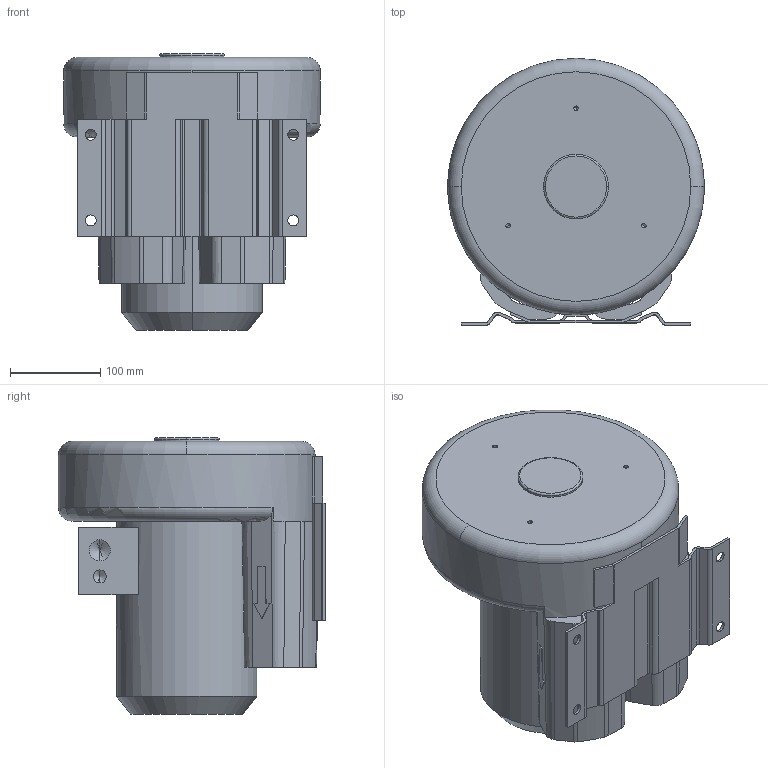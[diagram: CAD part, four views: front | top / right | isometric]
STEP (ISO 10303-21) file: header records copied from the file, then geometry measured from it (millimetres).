
FILE_DESCRIPTION((''),'2;1');
FILE_NAME('100-00106-DS_ASM','2016-05-24T',('rnennstiel'),('vacuvane vacuum technology gmbh'),'CREO PARAMETRIC BY PTC INC, 2015290','CREO PARAMETRIC BY PTC INC, 2015290','');
FILE_SCHEMA(('CONFIG_CONTROL_DESIGN'));
Length unit declared in the file: millimetre
Products named in the file (2): ASC0180_1MP750; 100-00106-DS_ASM
Assembly tree (1 placements, depth 2):
  100-00106-DS_ASM
    ASC0180_1MP750
Bounding box: 285 x 296.7 x 307 mm (x, y, z)
Volume: 11247407.5 mm3; surface area: 545705.7 mm2
Topology: 1 solids, 1 shells, 206 faces, 567 edges, 347 vertices
Faces by surface type: plane 77, cylinder 76, cone 48, torus 5
Entity records: 6481 total; most frequent: DIRECTION 1174, CARTESIAN_POINT 1129, ORIENTED_EDGE 1074, EDGE_CURVE 537, AXIS2_PLACEMENT_3D 434, VERTEX_POINT 347, VECTOR 306, LINE 306
